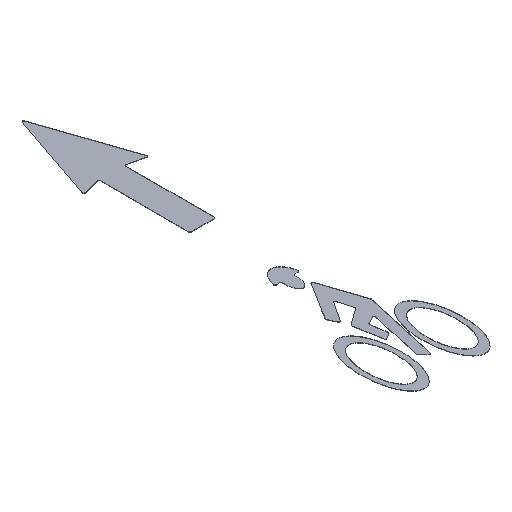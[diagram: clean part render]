
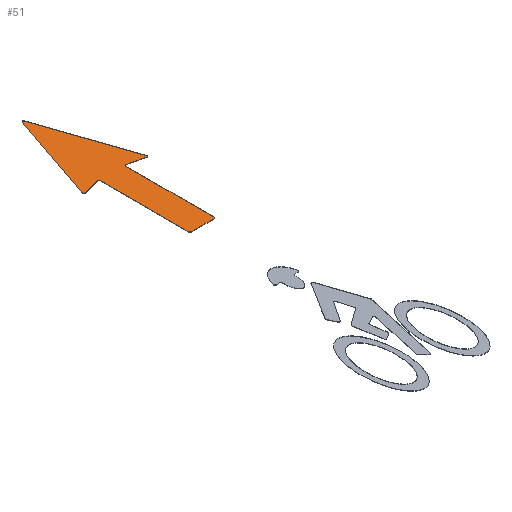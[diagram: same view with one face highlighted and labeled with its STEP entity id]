
A CAD part, isometric view. The second image highlights one B-rep face of the part: STEP entity #51.
In plain terms, the highlighted planar face has unit normal (0, 0, 1).
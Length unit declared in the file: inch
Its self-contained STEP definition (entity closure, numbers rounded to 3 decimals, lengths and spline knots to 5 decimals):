
#51=ADVANCED_FACE('',(#115),#1061,.T.);
#115=FACE_OUTER_BOUND('',#179,.T.);
#179=EDGE_LOOP('',(#302,#303,#304,#305,#306,#307,#308,#309,#310,#311,#312,
#313,#314,#315));
#302=ORIENTED_EDGE('',*,*,#558,.T.);
#303=ORIENTED_EDGE('',*,*,#562,.T.);
#304=ORIENTED_EDGE('',*,*,#565,.T.);
#305=ORIENTED_EDGE('',*,*,#568,.T.);
#306=ORIENTED_EDGE('',*,*,#571,.T.);
#307=ORIENTED_EDGE('',*,*,#574,.T.);
#308=ORIENTED_EDGE('',*,*,#577,.T.);
#309=ORIENTED_EDGE('',*,*,#580,.T.);
#310=ORIENTED_EDGE('',*,*,#583,.T.);
#311=ORIENTED_EDGE('',*,*,#586,.T.);
#312=ORIENTED_EDGE('',*,*,#589,.T.);
#313=ORIENTED_EDGE('',*,*,#592,.T.);
#314=ORIENTED_EDGE('',*,*,#595,.T.);
#315=ORIENTED_EDGE('',*,*,#597,.T.);
#558=EDGE_CURVE('',#927,#926,#858,.T.);
#562=EDGE_CURVE('',#926,#929,#769,.T.);
#565=EDGE_CURVE('',#929,#931,#862,.T.);
#568=EDGE_CURVE('',#931,#933,#771,.T.);
#571=EDGE_CURVE('',#933,#935,#865,.T.);
#574=EDGE_CURVE('',#935,#937,#773,.T.);
#577=EDGE_CURVE('',#937,#939,#868,.T.);
#580=EDGE_CURVE('',#939,#941,#775,.T.);
#583=EDGE_CURVE('',#941,#943,#871,.T.);
#586=EDGE_CURVE('',#943,#945,#777,.T.);
#589=EDGE_CURVE('',#945,#947,#874,.T.);
#592=EDGE_CURVE('',#947,#949,#779,.T.);
#595=EDGE_CURVE('',#949,#951,#877,.T.);
#597=EDGE_CURVE('',#951,#927,#781,.T.);
#769=TRIMMED_CURVE($,#813,(#1483),(#1484),.T.,.CARTESIAN.);
#771=TRIMMED_CURVE($,#815,(#1497),(#1498),.T.,.CARTESIAN.);
#773=TRIMMED_CURVE($,#817,(#1511),(#1512),.T.,.CARTESIAN.);
#775=TRIMMED_CURVE($,#819,(#1525),(#1526),.T.,.CARTESIAN.);
#777=TRIMMED_CURVE($,#821,(#1539),(#1540),.T.,.CARTESIAN.);
#779=TRIMMED_CURVE($,#823,(#1553),(#1554),.T.,.CARTESIAN.);
#781=TRIMMED_CURVE($,#825,(#1565),(#1566),.T.,.CARTESIAN.);
#813=CIRCLE('',#1194,0.01);
#815=CIRCLE('',#1196,0.01);
#817=CIRCLE('',#1198,0.01);
#819=CIRCLE('',#1200,0.01);
#821=CIRCLE('',#1202,0.01);
#823=CIRCLE('',#1204,0.01);
#825=CIRCLE('',#1206,0.01);
#858=B_SPLINE_CURVE_WITH_KNOTS('',1,(#1472,#1473,#1474),.UNSPECIFIED.,.F.,
 .F.,(2,1,2),(14.14958,14.24374,14.3379),
 .UNSPECIFIED.);
#862=B_SPLINE_CURVE_WITH_KNOTS('',1,(#1489,#1490),.UNSPECIFIED.,.F.,.F.,
(2,2),(14.35361,15.08077),.UNSPECIFIED.);
#865=B_SPLINE_CURVE_WITH_KNOTS('',1,(#1503,#1504),.UNSPECIFIED.,.F.,.F.,
(2,2),(15.09893,15.22305),.UNSPECIFIED.);
#868=B_SPLINE_CURVE_WITH_KNOTS('',1,(#1517,#1518),.UNSPECIFIED.,.F.,.F.,
(2,2),(15.24451,15.99005),.UNSPECIFIED.);
#871=B_SPLINE_CURVE_WITH_KNOTS('',1,(#1531,#1532),.UNSPECIFIED.,.F.,.F.,
(2,2),(16.01487,16.76042),.UNSPECIFIED.);
#874=B_SPLINE_CURVE_WITH_KNOTS('',1,(#1545,#1546),.UNSPECIFIED.,.F.,.F.,
(2,2),(16.78187,16.906),.UNSPECIFIED.);
#877=B_SPLINE_CURVE_WITH_KNOTS('',1,(#1559,#1560),.UNSPECIFIED.,.F.,.F.,
(2,2),(16.92415,17.65132),.UNSPECIFIED.);
#926=VERTEX_POINT('',#1441);
#927=VERTEX_POINT('',#1442);
#929=VERTEX_POINT('',#1444);
#931=VERTEX_POINT('',#1446);
#933=VERTEX_POINT('',#1448);
#935=VERTEX_POINT('',#1450);
#937=VERTEX_POINT('',#1452);
#939=VERTEX_POINT('',#1454);
#941=VERTEX_POINT('',#1456);
#943=VERTEX_POINT('',#1458);
#945=VERTEX_POINT('',#1460);
#947=VERTEX_POINT('',#1462);
#949=VERTEX_POINT('',#1464);
#951=VERTEX_POINT('',#1466);
#1061=PLANE('',#1192);
#1192=AXIS2_PLACEMENT_3D('',#1438,#1293,$);
#1194=AXIS2_PLACEMENT_3D($,#1482,#1296,#1297);
#1196=AXIS2_PLACEMENT_3D($,#1496,#1300,#1301);
#1198=AXIS2_PLACEMENT_3D($,#1510,#1304,#1305);
#1200=AXIS2_PLACEMENT_3D($,#1524,#1308,#1309);
#1202=AXIS2_PLACEMENT_3D($,#1538,#1312,#1313);
#1204=AXIS2_PLACEMENT_3D($,#1552,#1316,#1317);
#1206=AXIS2_PLACEMENT_3D($,#1564,#1320,#1321);
#1293=DIRECTION('',(0.,0.,1.));
#1296=DIRECTION('',(0.,0.,1.));
#1297=DIRECTION('',(0.,-1.,0.));
#1300=DIRECTION('',(0.,0.,-1.));
#1301=DIRECTION('',(-1.,0.,0.));
#1304=DIRECTION('',(0.,0.,1.));
#1305=DIRECTION('',(-0.243,-0.97,0.));
#1308=DIRECTION('',(0.,0.,1.));
#1309=DIRECTION('',(0.946,0.324,0.));
#1312=DIRECTION('',(0.,0.,1.));
#1313=DIRECTION('',(-0.946,0.324,0.));
#1316=DIRECTION('',(0.,0.,-1.));
#1317=DIRECTION('',(-0.243,0.97,0.));
#1320=DIRECTION('',(0.,0.,1.));
#1321=DIRECTION('',(-1.,0.,0.));
#1438=CARTESIAN_POINT('',(11.85752,1.03512,0.002));
#1441=CARTESIAN_POINT('',(12.28345,1.22,0.002));
#1442=CARTESIAN_POINT('',(12.09512,1.22,0.002));
#1444=CARTESIAN_POINT('',(12.29345,1.23,0.002));
#1446=CARTESIAN_POINT('',(12.29345,1.95716,0.002));
#1448=CARTESIAN_POINT('',(12.30587,1.96686,0.002));
#1450=CARTESIAN_POINT('',(12.44227,1.93276,0.002));
#1452=CARTESIAN_POINT('',(12.45415,1.9457,0.002));
#1454=CARTESIAN_POINT('',(12.19874,2.69228,0.002));
#1456=CARTESIAN_POINT('',(12.17982,2.69228,0.002));
#1458=CARTESIAN_POINT('',(11.92441,1.9457,0.002));
#1460=CARTESIAN_POINT('',(11.9363,1.93276,0.002));
#1462=CARTESIAN_POINT('',(12.07269,1.96686,0.002));
#1464=CARTESIAN_POINT('',(12.08512,1.95716,0.002));
#1466=CARTESIAN_POINT('',(12.08512,1.23,0.002));
#1472=CARTESIAN_POINT('',(12.09512,1.22,0.002));
#1473=CARTESIAN_POINT('',(12.18928,1.22,0.002));
#1474=CARTESIAN_POINT('',(12.28345,1.22,0.002));
#1482=CARTESIAN_POINT('',(12.28345,1.23,0.002));
#1483=CARTESIAN_POINT('',(12.28345,1.22,0.002));
#1484=CARTESIAN_POINT('',(12.29345,1.23,0.002));
#1489=CARTESIAN_POINT('',(12.29345,1.23,0.002));
#1490=CARTESIAN_POINT('',(12.29345,1.95716,0.002));
#1496=CARTESIAN_POINT('',(12.30345,1.95716,0.002));
#1497=CARTESIAN_POINT('',(12.29345,1.95716,0.002));
#1498=CARTESIAN_POINT('',(12.30587,1.96686,0.002));
#1503=CARTESIAN_POINT('',(12.30587,1.96686,0.002));
#1504=CARTESIAN_POINT('',(12.44227,1.93276,0.002));
#1510=CARTESIAN_POINT('',(12.44469,1.94247,0.002));
#1511=CARTESIAN_POINT('',(12.44227,1.93276,0.002));
#1512=CARTESIAN_POINT('',(12.45415,1.9457,0.002));
#1517=CARTESIAN_POINT('',(12.45415,1.9457,0.002));
#1518=CARTESIAN_POINT('',(12.19874,2.69228,0.002));
#1524=CARTESIAN_POINT('',(12.18928,2.68905,0.002));
#1525=CARTESIAN_POINT('',(12.19874,2.69228,0.002));
#1526=CARTESIAN_POINT('',(12.17982,2.69228,0.002));
#1531=CARTESIAN_POINT('',(12.17982,2.69228,0.002));
#1532=CARTESIAN_POINT('',(11.92441,1.9457,0.002));
#1538=CARTESIAN_POINT('',(11.93387,1.94247,0.002));
#1539=CARTESIAN_POINT('',(11.92441,1.9457,0.002));
#1540=CARTESIAN_POINT('',(11.9363,1.93276,0.002));
#1545=CARTESIAN_POINT('',(11.9363,1.93276,0.002));
#1546=CARTESIAN_POINT('',(12.07269,1.96686,0.002));
#1552=CARTESIAN_POINT('',(12.07512,1.95716,0.002));
#1553=CARTESIAN_POINT('',(12.07269,1.96686,0.002));
#1554=CARTESIAN_POINT('',(12.08512,1.95716,0.002));
#1559=CARTESIAN_POINT('',(12.08512,1.95716,0.002));
#1560=CARTESIAN_POINT('',(12.08512,1.23,0.002));
#1564=CARTESIAN_POINT('',(12.09512,1.23,0.002));
#1565=CARTESIAN_POINT('',(12.08512,1.23,0.002));
#1566=CARTESIAN_POINT('',(12.09512,1.22,0.002));
